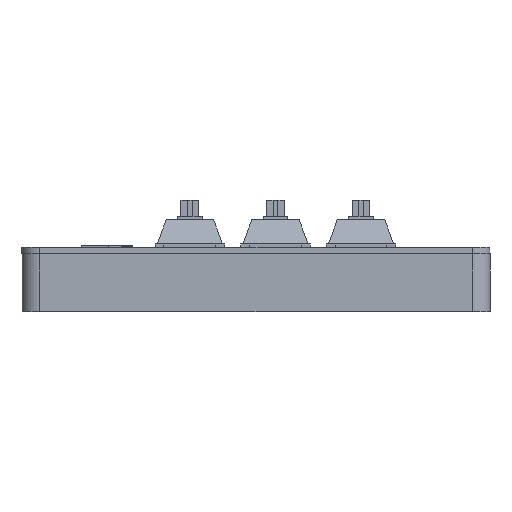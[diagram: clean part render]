
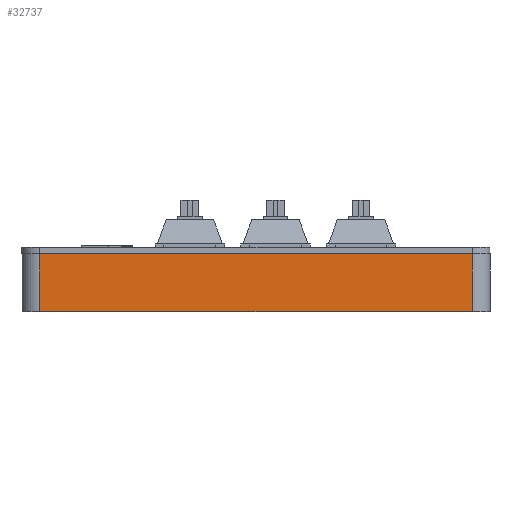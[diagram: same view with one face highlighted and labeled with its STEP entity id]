
A CAD part, left-side view. The second image highlights one B-rep face of the part: STEP entity #32737.
In plain terms, the highlighted planar face has unit normal (-1, 0, 0).
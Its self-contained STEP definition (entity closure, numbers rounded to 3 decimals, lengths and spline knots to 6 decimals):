
#3887=LINE('',#54763,#6795);
#3888=LINE('',#54766,#6796);
#3889=LINE('',#54768,#6797);
#3890=LINE('',#54770,#6798);
#6795=VECTOR('',#41229,1.);
#6796=VECTOR('',#41230,1.);
#6797=VECTOR('',#41231,1.);
#6798=VECTOR('',#41232,1.);
#13092=ORIENTED_EDGE('',*,*,#20179,.T.);
#13093=ORIENTED_EDGE('',*,*,#20180,.T.);
#13094=ORIENTED_EDGE('',*,*,#20181,.F.);
#13095=ORIENTED_EDGE('',*,*,#20182,.T.);
#20179=EDGE_CURVE('',#24111,#24112,#3887,.T.);
#20180=EDGE_CURVE('',#24112,#24113,#3888,.T.);
#20181=EDGE_CURVE('',#24114,#24113,#3889,.T.);
#20182=EDGE_CURVE('',#24114,#24111,#3890,.F.);
#24111=VERTEX_POINT('',#54764);
#24112=VERTEX_POINT('',#54765);
#24113=VERTEX_POINT('',#54767);
#24114=VERTEX_POINT('',#54769);
#27420=EDGE_LOOP('',(#13092,#13093,#13094,#13095));
#29664=FACE_BOUND('',#27420,.T.);
#31317=PLANE('',#36530);
#32737=ADVANCED_FACE('',(#29664),#31317,.T.);
#36530=AXIS2_PLACEMENT_3D('',#54762,#41227,#41228);
#41227=DIRECTION('',(-1.,0.,0.));
#41228=DIRECTION('',(0.,-1.,0.));
#41229=DIRECTION('',(0.,1.,0.));
#41230=DIRECTION('',(0.,0.,-1.));
#41231=DIRECTION('',(0.,1.,0.));
#41232=DIRECTION('',(0.,0.,-1.));
#54762=CARTESIAN_POINT('',(-0.01,-0.0425,0.013));
#54763=CARTESIAN_POINT('',(-0.01,-0.0425,0.013));
#54764=CARTESIAN_POINT('',(-0.01,-0.091,0.013));
#54765=CARTESIAN_POINT('',(-0.01,0.006,0.013));
#54766=CARTESIAN_POINT('',(-0.01,0.006,0.));
#54767=CARTESIAN_POINT('',(-0.01,0.006,0.));
#54768=CARTESIAN_POINT('',(-0.01,-0.0425,0.));
#54769=CARTESIAN_POINT('',(-0.01,-0.091,0.));
#54770=CARTESIAN_POINT('',(-0.01,-0.091,0.013));
